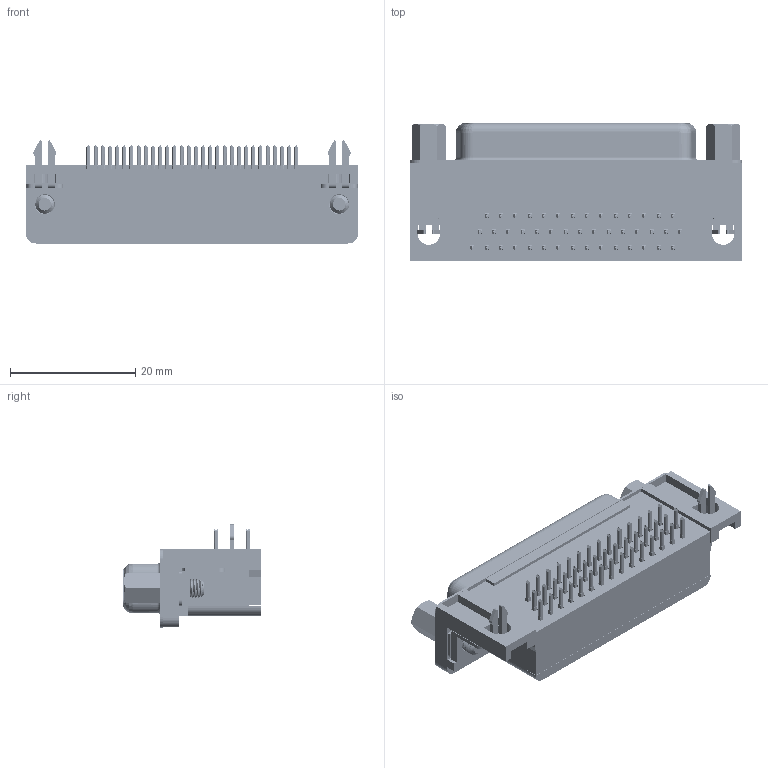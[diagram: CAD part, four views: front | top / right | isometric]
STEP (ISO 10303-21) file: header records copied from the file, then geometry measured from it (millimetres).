
FILE_DESCRIPTION((''),'2;1');
FILE_NAME('D11244S_ASM','2017-02-08T',('gc7'),(''),'PRO/ENGINEER BY PARAMETRIC TECHNOLOGY CORPORATION, 2010480','PRO/ENGINEER BY PARAMETRIC TECHNOLOGY CORPORATION, 2010480','');
FILE_SCHEMA(('CONFIG_CONTROL_DESIGN'));
Products named in the file (10): H; C; S; Z; M; T1; T2; 58; T3; D11244S_ASM
Assembly tree (53 placements, depth 2):
  D11244S_ASM
    H
    C
    S
    Z  x2
    M  x2
    T1  x15
    T2  x15
    58  x2
    T3  x14
Bounding box: 53.04 x 22.1 x 16.48 mm (x, y, z)
Volume: 7656.5 mm3; surface area: 19647.3 mm2
Topology: 53 solids, 57 shells, 7231 faces, 19197 edges, 11918 vertices
Faces by surface type: plane 3484, cylinder 1617, bspline 840, cone 566, extrusion 440, revolution 176, torus 108
Entity records: 68270 total; most frequent: CARTESIAN_POINT 19275, ORIENTED_EDGE 10606, DIRECTION 9369, EDGE_CURVE 5308, VECTOR 4151, LINE 4121, VERTEX_POINT 3399, AXIS2_PLACEMENT_3D 2603
